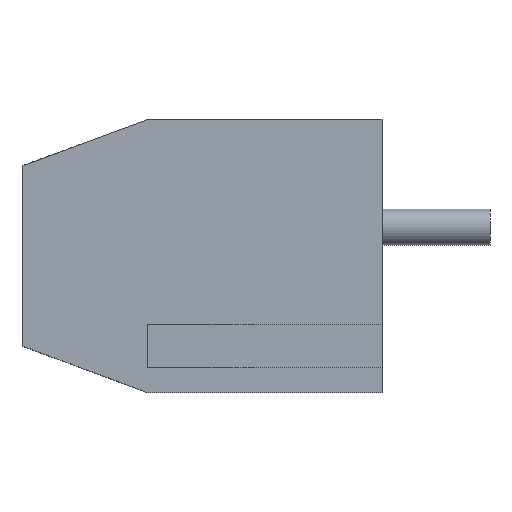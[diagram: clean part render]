
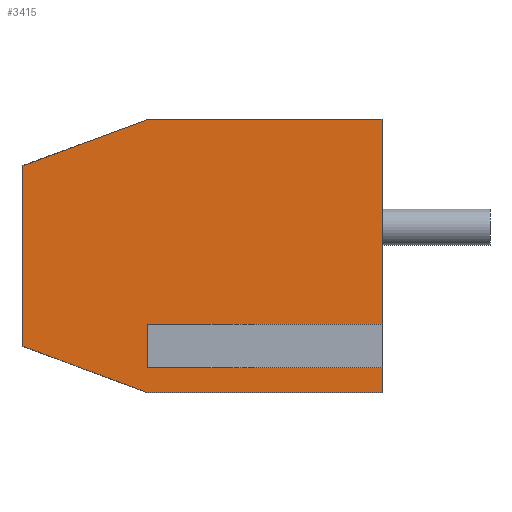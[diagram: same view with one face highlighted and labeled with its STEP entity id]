
A CAD part, left-side view. The second image highlights one B-rep face of the part: STEP entity #3415.
In plain terms, the highlighted planar face has unit normal (-1, 0, 0).
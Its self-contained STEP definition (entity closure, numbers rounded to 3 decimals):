
#68 = ORIENTED_EDGE ( 'NONE', *, *, #4086, .T. ) ;
#86 = CARTESIAN_POINT ( 'NONE',  ( -5., 5., -3.8 ) ) ;
#90 = DIRECTION ( 'NONE',  ( 0., -1., 0. ) ) ;
#137 = ORIENTED_EDGE ( 'NONE', *, *, #541, .T. ) ;
#150 = ORIENTED_EDGE ( 'NONE', *, *, #1572, .T. ) ;
#159 = DIRECTION ( 'NONE',  ( 0., -0.937, -0.348 ) ) ;
#286 = DIRECTION ( 'NONE',  ( 0., 0., -1. ) ) ;
#301 = CARTESIAN_POINT ( 'NONE',  ( -5., -1.001, 4.561 ) ) ;
#359 = LINE ( 'NONE', #1798, #4457 ) ;
#373 = ORIENTED_EDGE ( 'NONE', *, *, #922, .F. ) ;
#458 = LINE ( 'NONE', #2216, #4473 ) ;
#510 = CARTESIAN_POINT ( 'NONE',  ( -5., 0., 0. ) ) ;
#541 = EDGE_CURVE ( 'NONE', #728, #4052, #359, .T. ) ;
#639 = EDGE_CURVE ( 'NONE', #4502, #4316, #788, .T. ) ;
#678 = LINE ( 'NONE', #3471, #2345 ) ;
#728 = VERTEX_POINT ( 'NONE', #3477 ) ;
#744 = LINE ( 'NONE', #86, #1765 ) ;
#754 = ORIENTED_EDGE ( 'NONE', *, *, #3936, .T. ) ;
#788 = LINE ( 'NONE', #510, #4387 ) ;
#794 = EDGE_CURVE ( 'NONE', #728, #3983, #1270, .T. ) ;
#874 = VERTEX_POINT ( 'NONE', #1933 ) ;
#922 = EDGE_CURVE ( 'NONE', #3925, #4502, #4353, .T. ) ;
#931 = CARTESIAN_POINT ( 'NONE',  ( -5., 0., 0. ) ) ;
#1055 = VECTOR ( 'NONE', #90, 1000. ) ;
#1107 = CARTESIAN_POINT ( 'NONE',  ( -5., 10., -2.5 ) ) ;
#1130 = ORIENTED_EDGE ( 'NONE', *, *, #794, .F. ) ;
#1144 = EDGE_CURVE ( 'NONE', #874, #4316, #678, .T. ) ;
#1260 = DIRECTION ( 'NONE',  ( 0., 0., 1. ) ) ;
#1270 = LINE ( 'NONE', #931, #2253 ) ;
#1291 = VECTOR ( 'NONE', #1260, 1000. ) ;
#1317 = CARTESIAN_POINT ( 'NONE',  ( -5., 6.5, 3.8 ) ) ;
#1332 = LINE ( 'NONE', #2415, #3733 ) ;
#1381 = ORIENTED_EDGE ( 'NONE', *, *, #639, .F. ) ;
#1416 = CARTESIAN_POINT ( 'NONE',  ( -5., 0., 3.8 ) ) ;
#1482 = EDGE_CURVE ( 'NONE', #4401, #2155, #1332, .T. ) ;
#1572 = EDGE_CURVE ( 'NONE', #4052, #874, #2453, .T. ) ;
#1664 = DIRECTION ( 'NONE',  ( -1., 0., 0. ) ) ;
#1676 = CARTESIAN_POINT ( 'NONE',  ( -5., 6.5, 3.8 ) ) ;
#1765 = VECTOR ( 'NONE', #1830, 1000. ) ;
#1798 = CARTESIAN_POINT ( 'NONE',  ( -5., 5., -2.882 ) ) ;
#1830 = DIRECTION ( 'NONE',  ( 0., -1., 0. ) ) ;
#1914 = VECTOR ( 'NONE', #4140, 1000. ) ;
#1933 = CARTESIAN_POINT ( 'NONE',  ( -5., 6.5, -2.118 ) ) ;
#2009 = CARTESIAN_POINT ( 'NONE',  ( -5., 10., 2.5 ) ) ;
#2089 = CARTESIAN_POINT ( 'NONE',  ( -5., 6.5, 0. ) ) ;
#2155 = VERTEX_POINT ( 'NONE', #1107 ) ;
#2216 = CARTESIAN_POINT ( 'NONE',  ( -5., 10., -2.5 ) ) ;
#2218 = DIRECTION ( 'NONE',  ( 0., 0., -1. ) ) ;
#2249 = EDGE_LOOP ( 'NONE', ( #1130, #137, #150, #3105, #1381, #373, #754, #2354, #2665, #68 ) ) ;
#2253 = VECTOR ( 'NONE', #2362, 1000. ) ;
#2345 = VECTOR ( 'NONE', #2485, 1000. ) ;
#2354 = ORIENTED_EDGE ( 'NONE', *, *, #1482, .T. ) ;
#2362 = DIRECTION ( 'NONE',  ( 0., 0., -1. ) ) ;
#2392 = DIRECTION ( 'NONE',  ( 0., 1., 0. ) ) ;
#2415 = CARTESIAN_POINT ( 'NONE',  ( -5., 10., 0. ) ) ;
#2453 = LINE ( 'NONE', #2089, #1291 ) ;
#2485 = DIRECTION ( 'NONE',  ( 0., -1., 0. ) ) ;
#2532 = VERTEX_POINT ( 'NONE', #3226 ) ;
#2581 = CARTESIAN_POINT ( 'NONE',  ( -5., 6.5, -2.882 ) ) ;
#2665 = ORIENTED_EDGE ( 'NONE', *, *, #2739, .T. ) ;
#2739 = EDGE_CURVE ( 'NONE', #2155, #2532, #458, .T. ) ;
#2741 = LINE ( 'NONE', #1317, #1914 ) ;
#2751 = FACE_OUTER_BOUND ( 'NONE', #2249, .T. ) ;
#2905 = DIRECTION ( 'NONE',  ( 0., 1., 0. ) ) ;
#2947 = CARTESIAN_POINT ( 'NONE',  ( -5., 3.25, 3.8 ) ) ;
#3105 = ORIENTED_EDGE ( 'NONE', *, *, #1144, .T. ) ;
#3226 = CARTESIAN_POINT ( 'NONE',  ( -5., 6.5, -3.8 ) ) ;
#3298 = AXIS2_PLACEMENT_3D ( 'NONE', #301, #1664, #2392 ) ;
#3415 = ADVANCED_FACE ( 'NONE', ( #2751 ), #4156, .T. ) ;
#3471 = CARTESIAN_POINT ( 'NONE',  ( -5., 5., -2.118 ) ) ;
#3477 = CARTESIAN_POINT ( 'NONE',  ( -5., 0., -2.882 ) ) ;
#3479 = CARTESIAN_POINT ( 'NONE',  ( -5., 0., -2.118 ) ) ;
#3733 = VECTOR ( 'NONE', #286, 1000. ) ;
#3918 = CARTESIAN_POINT ( 'NONE',  ( -5., 0., -3.8 ) ) ;
#3925 = VERTEX_POINT ( 'NONE', #1676 ) ;
#3936 = EDGE_CURVE ( 'NONE', #3925, #4401, #2741, .T. ) ;
#3983 = VERTEX_POINT ( 'NONE', #3918 ) ;
#4052 = VERTEX_POINT ( 'NONE', #2581 ) ;
#4086 = EDGE_CURVE ( 'NONE', #2532, #3983, #744, .T. ) ;
#4140 = DIRECTION ( 'NONE',  ( 0., 0.937, -0.348 ) ) ;
#4156 = PLANE ( 'NONE',  #3298 ) ;
#4316 = VERTEX_POINT ( 'NONE', #3479 ) ;
#4353 = LINE ( 'NONE', #2947, #1055 ) ;
#4387 = VECTOR ( 'NONE', #2218, 1000. ) ;
#4401 = VERTEX_POINT ( 'NONE', #2009 ) ;
#4457 = VECTOR ( 'NONE', #2905, 1000. ) ;
#4473 = VECTOR ( 'NONE', #159, 1000. ) ;
#4502 = VERTEX_POINT ( 'NONE', #1416 ) ;
